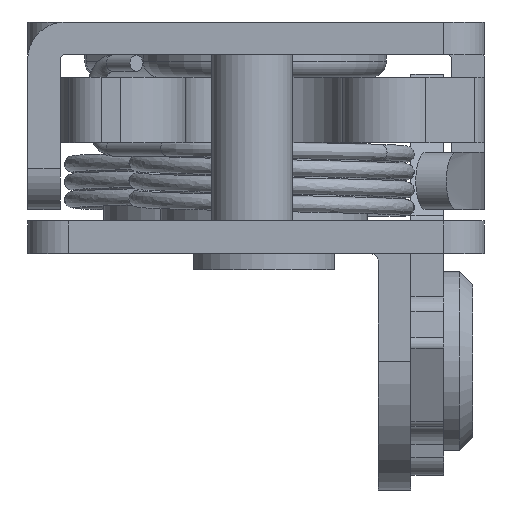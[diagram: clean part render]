
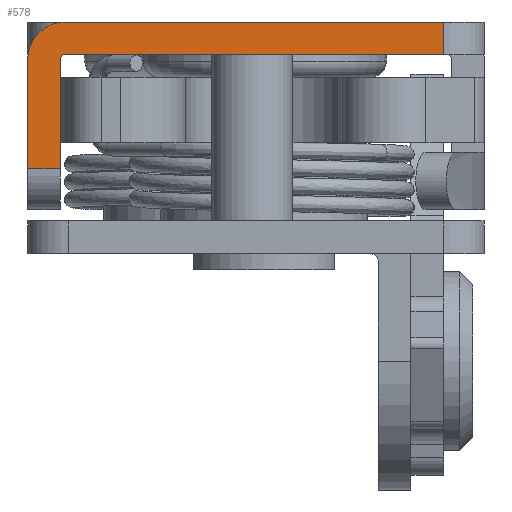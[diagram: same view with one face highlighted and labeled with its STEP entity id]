
A CAD part, left-side view. The second image highlights one B-rep face of the part: STEP entity #578.
In plain terms, the highlighted planar face has unit normal (-1, 0, 0).
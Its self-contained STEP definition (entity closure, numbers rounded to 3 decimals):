
#578=ADVANCED_FACE('',(#934),#935,.T.);
#934=FACE_OUTER_BOUND('',#1542,.T.);
#935=PLANE('',#1543);
#1542=EDGE_LOOP('',(#3632,#3633,#3634,#3635,#3636,#3637,#3638,#3639));
#1543=AXIS2_PLACEMENT_3D('',#3640,#3641,#3642);
#3632=ORIENTED_EDGE('',*,*,#5339,.T.);
#3633=ORIENTED_EDGE('',*,*,#5328,.T.);
#3634=ORIENTED_EDGE('',*,*,#5340,.F.);
#3635=ORIENTED_EDGE('',*,*,#5341,.F.);
#3636=ORIENTED_EDGE('',*,*,#5342,.T.);
#3637=ORIENTED_EDGE('',*,*,#5336,.T.);
#3638=ORIENTED_EDGE('',*,*,#5343,.F.);
#3639=ORIENTED_EDGE('',*,*,#5344,.T.);
#3640=CARTESIAN_POINT('',(-37.0,-16.8,-2.0));
#3641=DIRECTION('',(-1.0,0.,0.));
#3642=DIRECTION('',(0.,1.0,0.0));
#5328=EDGE_CURVE('',#6097,#6101,#6103,.T.);
#5336=EDGE_CURVE('',#6117,#6114,#6118,.T.);
#5339=EDGE_CURVE('',#6122,#6097,#6123,.T.);
#5340=EDGE_CURVE('',#6124,#6101,#6125,.T.);
#5341=EDGE_CURVE('',#6126,#6124,#6127,.T.);
#5342=EDGE_CURVE('',#6126,#6117,#6128,.T.);
#5343=EDGE_CURVE('',#6129,#6114,#6130,.T.);
#5344=EDGE_CURVE('',#6129,#6122,#6131,.T.);
#6097=VERTEX_POINT('',#7316);
#6101=VERTEX_POINT('',#7321);
#6103=LINE('',#7323,#7324);
#6114=VERTEX_POINT('',#7337);
#6117=VERTEX_POINT('',#7340);
#6118=LINE('',#7341,#7342);
#6122=VERTEX_POINT('',#7347);
#6123=LINE('',#7348,#7349);
#6124=VERTEX_POINT('',#7350);
#6125=LINE('',#7351,#7352);
#6126=VERTEX_POINT('',#7353);
#6127=CIRCLE('',#7354,0.3);
#6128=LINE('',#7355,#7356);
#6129=VERTEX_POINT('',#7357);
#6130=LINE('',#7358,#7359);
#6131=CIRCLE('',#7360,2.3);
#7316=CARTESIAN_POINT('',(-37.0,-14.5,-9.0));
#7321=CARTESIAN_POINT('',(-37.0,-16.5,-9.0));
#7323=CARTESIAN_POINT('',(-37.0,-16.8,-9.0));
#7324=VECTOR('',#8840,1.0);
#7337=CARTESIAN_POINT('',(-37.0,-40.0,0.));
#7340=CARTESIAN_POINT('',(-37.0,-40.0,-2.0));
#7341=CARTESIAN_POINT('',(-37.0,-40.0,-2.0));
#7342=VECTOR('',#8858,1.0);
#7347=CARTESIAN_POINT('',(-37.0,-14.5,-2.3));
#7348=CARTESIAN_POINT('',(-37.0,-14.5,-2.064));
#7349=VECTOR('',#8863,1.0);
#7350=CARTESIAN_POINT('',(-37.0,-16.5,-2.3));
#7351=CARTESIAN_POINT('',(-37.0,-16.5,-2.064));
#7352=VECTOR('',#8864,1.0);
#7353=CARTESIAN_POINT('',(-37.0,-16.8,-2.0));
#7354=AXIS2_PLACEMENT_3D('',#8865,#8866,#8867);
#7355=CARTESIAN_POINT('',(-37.0,-16.8,-2.0));
#7356=VECTOR('',#8868,1.0);
#7357=CARTESIAN_POINT('',(-37.0,-16.8,0.));
#7358=CARTESIAN_POINT('',(-37.0,-16.8,0.));
#7359=VECTOR('',#8869,1.0);
#7360=AXIS2_PLACEMENT_3D('',#8870,#8871,#8872);
#8840=DIRECTION('',(0.,-1.0,0.));
#8858=DIRECTION('',(0.,0.,1.0));
#8863=DIRECTION('',(0.,0.,-1.0));
#8864=DIRECTION('',(0.,0.,-1.0));
#8865=CARTESIAN_POINT('',(-37.0,-16.8,-2.3));
#8866=DIRECTION('',(-1.0,0.,0.));
#8867=DIRECTION('',(0.,0.,1.0));
#8868=DIRECTION('',(0.,-1.0,0.));
#8869=DIRECTION('',(0.,-1.0,0.));
#8870=CARTESIAN_POINT('',(-37.0,-16.8,-2.3));
#8871=DIRECTION('',(-1.0,0.,0.));
#8872=DIRECTION('',(0.,0.,-1.0));
